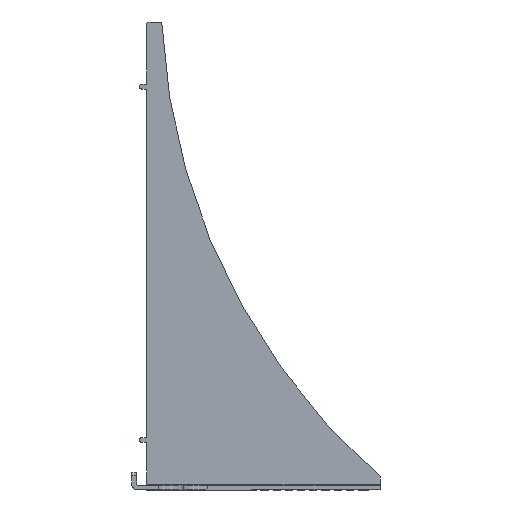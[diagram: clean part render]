
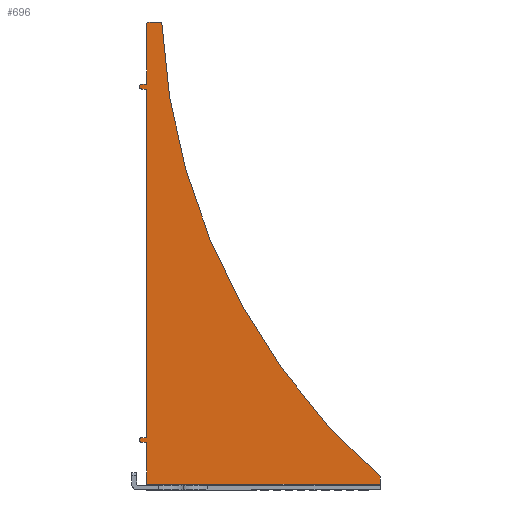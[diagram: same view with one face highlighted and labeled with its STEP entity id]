
A CAD part, left-side view. The second image highlights one B-rep face of the part: STEP entity #696.
In plain terms, the highlighted planar face has unit normal (-1, 0, 0).
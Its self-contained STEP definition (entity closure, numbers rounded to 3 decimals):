
#14 = VERTEX_POINT ( 'NONE', #1048 ) ;
#33 = VECTOR ( 'NONE', #2200, 1000. ) ;
#37 = EDGE_CURVE ( 'NONE', #199, #1100, #76, .T. ) ;
#45 = VERTEX_POINT ( 'NONE', #1804 ) ;
#69 = CARTESIAN_POINT ( 'NONE',  ( 380., 195.8, 40.997 ) ) ;
#76 = LINE ( 'NONE', #293, #664 ) ;
#112 = CARTESIAN_POINT ( 'NONE',  ( 380., 195.8, 330.997 ) ) ;
#114 = DIRECTION ( 'NONE',  ( 0., 0., 1. ) ) ;
#117 = DIRECTION ( 'NONE',  ( 0., 0., 1. ) ) ;
#131 = DIRECTION ( 'NONE',  ( -1., 0., 0. ) ) ;
#160 = DIRECTION ( 'NONE',  ( 1., 0., 0. ) ) ;
#199 = VERTEX_POINT ( 'NONE', #1274 ) ;
#208 = VERTEX_POINT ( 'NONE', #1461 ) ;
#213 = EDGE_CURVE ( 'NONE', #937, #752, #1271, .T. ) ;
#214 = DIRECTION ( 'NONE',  ( 0., 1., 0. ) ) ;
#228 = CARTESIAN_POINT ( 'NONE',  ( 380., 181.174, 382. ) ) ;
#252 = DIRECTION ( 'NONE',  ( 0., 0., 1. ) ) ;
#253 = VECTOR ( 'NONE', #1867, 1000. ) ;
#277 = EDGE_CURVE ( 'NONE', #1778, #985, #631, .T. ) ;
#289 = FACE_OUTER_BOUND ( 'NONE', #1480, .T. ) ;
#293 = CARTESIAN_POINT ( 'NONE',  ( 380., 0., 4. ) ) ;
#297 = VECTOR ( 'NONE', #792, 1000. ) ;
#322 = EDGE_CURVE ( 'NONE', #390, #1778, #1774, .T. ) ;
#327 = VERTEX_POINT ( 'NONE', #2475 ) ;
#333 = DIRECTION ( 'NONE',  ( -1., 0., 0. ) ) ;
#346 = CARTESIAN_POINT ( 'NONE',  ( 380., 191.8, 384. ) ) ;
#376 = EDGE_CURVE ( 'NONE', #937, #773, #1476, .T. ) ;
#390 = VERTEX_POINT ( 'NONE', #826 ) ;
#396 = CARTESIAN_POINT ( 'NONE',  ( 380., 0., 42.997 ) ) ;
#435 = CIRCLE ( 'NONE', #1994, 2. ) ;
#436 = DIRECTION ( 'NONE',  ( 0., 0., 1. ) ) ;
#455 = DIRECTION ( 'NONE',  ( -1., 0., 0. ) ) ;
#458 = DIRECTION ( 'NONE',  ( -1., 0., 0. ) ) ;
#472 = DIRECTION ( 'NONE',  ( -1., 0., 0. ) ) ;
#494 = VECTOR ( 'NONE', #2405, 1000. ) ;
#522 = CARTESIAN_POINT ( 'NONE',  ( 380., 0., 384. ) ) ;
#531 = AXIS2_PLACEMENT_3D ( 'NONE', #228, #458, #252 ) ;
#535 = CARTESIAN_POINT ( 'NONE',  ( 380., 195.8, 328.997 ) ) ;
#556 = CARTESIAN_POINT ( 'NONE',  ( 380., 191.8, 42.997 ) ) ;
#562 = EDGE_CURVE ( 'NONE', #390, #1590, #2362, .T. ) ;
#576 = ORIENTED_EDGE ( 'NONE', *, *, #376, .T. ) ;
#590 = LINE ( 'NONE', #2234, #494 ) ;
#613 = CARTESIAN_POINT ( 'NONE',  ( 380., 195.8, 332.997 ) ) ;
#627 = ORIENTED_EDGE ( 'NONE', *, *, #277, .F. ) ;
#631 = LINE ( 'NONE', #2283, #297 ) ;
#652 = EDGE_CURVE ( 'NONE', #1826, #1415, #2390, .T. ) ;
#664 = VECTOR ( 'NONE', #1078, 1000. ) ;
#676 = CIRCLE ( 'NONE', #2330, 2. ) ;
#696 = ADVANCED_FACE ( 'NONE', ( #289 ), #2412, .T. ) ;
#707 = CARTESIAN_POINT ( 'NONE',  ( 380., 191.8, 384. ) ) ;
#713 = EDGE_CURVE ( 'NONE', #1590, #327, #1944, .T. ) ;
#736 = LINE ( 'NONE', #2275, #1462 ) ;
#745 = ORIENTED_EDGE ( 'NONE', *, *, #761, .T. ) ;
#752 = VERTEX_POINT ( 'NONE', #1458 ) ;
#761 = EDGE_CURVE ( 'NONE', #199, #208, #1881, .T. ) ;
#771 = DIRECTION ( 'NONE',  ( 0., 0., 1. ) ) ;
#773 = VERTEX_POINT ( 'NONE', #1857 ) ;
#792 = DIRECTION ( 'NONE',  ( 0., 0., 1. ) ) ;
#799 = CIRCLE ( 'NONE', #531, 2. ) ;
#810 = EDGE_CURVE ( 'NONE', #45, #327, #2331, .T. ) ;
#818 = CARTESIAN_POINT ( 'NONE',  ( 380., 197.8, 40.997 ) ) ;
#826 = CARTESIAN_POINT ( 'NONE',  ( 380., 195.8, 42.997 ) ) ;
#833 = AXIS2_PLACEMENT_3D ( 'NONE', #1490, #160, #1874 ) ;
#915 = ORIENTED_EDGE ( 'NONE', *, *, #713, .T. ) ;
#937 = VERTEX_POINT ( 'NONE', #613 ) ;
#985 = VERTEX_POINT ( 'NONE', #1326 ) ;
#991 = ORIENTED_EDGE ( 'NONE', *, *, #2369, .F. ) ;
#1030 = EDGE_CURVE ( 'NONE', #208, #1415, #799, .T. ) ;
#1042 = ORIENTED_EDGE ( 'NONE', *, *, #810, .F. ) ;
#1048 = CARTESIAN_POINT ( 'NONE',  ( 380., 191.8, 382. ) ) ;
#1078 = DIRECTION ( 'NONE',  ( 0., 0., -1. ) ) ;
#1100 = VERTEX_POINT ( 'NONE', #1564 ) ;
#1124 = CARTESIAN_POINT ( 'NONE',  ( 380., 0., 38.997 ) ) ;
#1242 = ORIENTED_EDGE ( 'NONE', *, *, #213, .F. ) ;
#1267 = VECTOR ( 'NONE', #2472, 1000. ) ;
#1271 = LINE ( 'NONE', #1646, #1267 ) ;
#1274 = CARTESIAN_POINT ( 'NONE',  ( 380., 0., 10.737 ) ) ;
#1299 = ORIENTED_EDGE ( 'NONE', *, *, #2101, .F. ) ;
#1326 = CARTESIAN_POINT ( 'NONE',  ( 380., 191.8, 328.997 ) ) ;
#1357 = VECTOR ( 'NONE', #2276, 1000. ) ;
#1368 = AXIS2_PLACEMENT_3D ( 'NONE', #2321, #2315, #436 ) ;
#1375 = CARTESIAN_POINT ( 'NONE',  ( 380., 191.8, 4.737 ) ) ;
#1393 = CARTESIAN_POINT ( 'NONE',  ( 380., 189.8, 382. ) ) ;
#1415 = VERTEX_POINT ( 'NONE', #1726 ) ;
#1422 = EDGE_CURVE ( 'NONE', #1100, #1619, #736, .T. ) ;
#1436 = CARTESIAN_POINT ( 'NONE',  ( 380., 195.8, 40.997 ) ) ;
#1437 = DIRECTION ( 'NONE',  ( -1., 0., 0. ) ) ;
#1440 = ORIENTED_EDGE ( 'NONE', *, *, #322, .F. ) ;
#1450 = DIRECTION ( 'NONE',  ( 0., 0., 1. ) ) ;
#1458 = CARTESIAN_POINT ( 'NONE',  ( 380., 191.8, 332.997 ) ) ;
#1461 = CARTESIAN_POINT ( 'NONE',  ( 380., 179.176, 382.095 ) ) ;
#1462 = VECTOR ( 'NONE', #214, 1000. ) ;
#1473 = EDGE_CURVE ( 'NONE', #1826, #14, #676, .T. ) ;
#1476 = CIRCLE ( 'NONE', #1368, 2. ) ;
#1480 = EDGE_LOOP ( 'NONE', ( #745, #1767, #1923, #2258, #1299, #1242, #576, #2376, #1835, #627, #1440, #2375, #915, #1042, #991, #1999, #1927 ) ) ;
#1490 = CARTESIAN_POINT ( 'NONE',  ( 380., -347.407, 407.26 ) ) ;
#1528 = AXIS2_PLACEMENT_3D ( 'NONE', #1839, #131, #2003 ) ;
#1564 = CARTESIAN_POINT ( 'NONE',  ( 380., 0., 4.737 ) ) ;
#1590 = VERTEX_POINT ( 'NONE', #818 ) ;
#1619 = VERTEX_POINT ( 'NONE', #1375 ) ;
#1646 = CARTESIAN_POINT ( 'NONE',  ( 380., 0., 332.997 ) ) ;
#1649 = EDGE_CURVE ( 'NONE', #985, #1708, #590, .T. ) ;
#1654 = AXIS2_PLACEMENT_3D ( 'NONE', #1436, #333, #1450 ) ;
#1692 = LINE ( 'NONE', #346, #2239 ) ;
#1708 = VERTEX_POINT ( 'NONE', #535 ) ;
#1719 = EDGE_CURVE ( 'NONE', #773, #1708, #435, .T. ) ;
#1726 = CARTESIAN_POINT ( 'NONE',  ( 380., 181.174, 384. ) ) ;
#1767 = ORIENTED_EDGE ( 'NONE', *, *, #1030, .T. ) ;
#1774 = LINE ( 'NONE', #396, #1357 ) ;
#1778 = VERTEX_POINT ( 'NONE', #556 ) ;
#1787 = VECTOR ( 'NONE', #114, 1000. ) ;
#1789 = AXIS2_PLACEMENT_3D ( 'NONE', #69, #472, #1963 ) ;
#1804 = CARTESIAN_POINT ( 'NONE',  ( 380., 191.8, 38.997 ) ) ;
#1826 = VERTEX_POINT ( 'NONE', #2062 ) ;
#1835 = ORIENTED_EDGE ( 'NONE', *, *, #1649, .F. ) ;
#1839 = CARTESIAN_POINT ( 'NONE',  ( 380., 0., 384. ) ) ;
#1857 = CARTESIAN_POINT ( 'NONE',  ( 380., 197.8, 330.997 ) ) ;
#1867 = DIRECTION ( 'NONE',  ( 0., 1., 0. ) ) ;
#1874 = DIRECTION ( 'NONE',  ( 0., 0., 1. ) ) ;
#1881 = CIRCLE ( 'NONE', #833, 527.184 ) ;
#1923 = ORIENTED_EDGE ( 'NONE', *, *, #652, .F. ) ;
#1927 = ORIENTED_EDGE ( 'NONE', *, *, #37, .F. ) ;
#1944 = CIRCLE ( 'NONE', #1654, 2. ) ;
#1963 = DIRECTION ( 'NONE',  ( 0., 0., 1. ) ) ;
#1994 = AXIS2_PLACEMENT_3D ( 'NONE', #112, #1437, #771 ) ;
#1999 = ORIENTED_EDGE ( 'NONE', *, *, #1422, .F. ) ;
#2003 = DIRECTION ( 'NONE',  ( 0., 0., 1. ) ) ;
#2062 = CARTESIAN_POINT ( 'NONE',  ( 380., 189.8, 384. ) ) ;
#2101 = EDGE_CURVE ( 'NONE', #752, #14, #1692, .T. ) ;
#2200 = DIRECTION ( 'NONE',  ( 0., -1., 0. ) ) ;
#2234 = CARTESIAN_POINT ( 'NONE',  ( 380., 0., 328.997 ) ) ;
#2239 = VECTOR ( 'NONE', #117, 1000. ) ;
#2258 = ORIENTED_EDGE ( 'NONE', *, *, #1473, .T. ) ;
#2275 = CARTESIAN_POINT ( 'NONE',  ( 380., 0., 4.737 ) ) ;
#2276 = DIRECTION ( 'NONE',  ( 0., -1., 0. ) ) ;
#2283 = CARTESIAN_POINT ( 'NONE',  ( 380., 191.8, 384. ) ) ;
#2315 = DIRECTION ( 'NONE',  ( -1., 0., 0. ) ) ;
#2321 = CARTESIAN_POINT ( 'NONE',  ( 380., 195.8, 330.997 ) ) ;
#2330 = AXIS2_PLACEMENT_3D ( 'NONE', #1393, #455, #2350 ) ;
#2331 = LINE ( 'NONE', #1124, #253 ) ;
#2350 = DIRECTION ( 'NONE',  ( 0., 0., 1. ) ) ;
#2362 = CIRCLE ( 'NONE', #1789, 2. ) ;
#2369 = EDGE_CURVE ( 'NONE', #1619, #45, #2476, .T. ) ;
#2375 = ORIENTED_EDGE ( 'NONE', *, *, #562, .T. ) ;
#2376 = ORIENTED_EDGE ( 'NONE', *, *, #1719, .T. ) ;
#2390 = LINE ( 'NONE', #522, #33 ) ;
#2405 = DIRECTION ( 'NONE',  ( 0., 1., 0. ) ) ;
#2412 = PLANE ( 'NONE',  #1528 ) ;
#2472 = DIRECTION ( 'NONE',  ( 0., -1., 0. ) ) ;
#2475 = CARTESIAN_POINT ( 'NONE',  ( 380., 195.8, 38.997 ) ) ;
#2476 = LINE ( 'NONE', #707, #1787 ) ;
